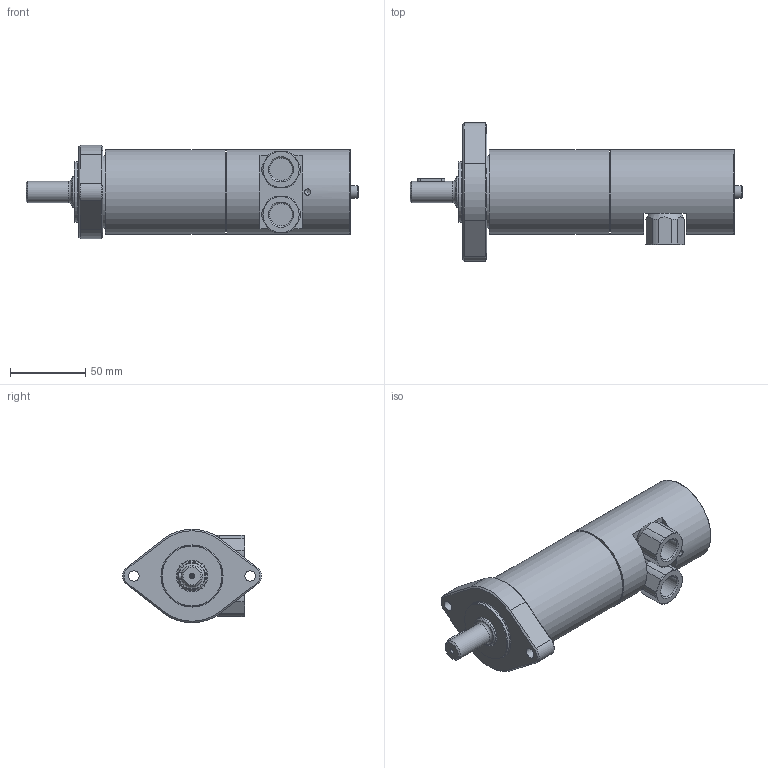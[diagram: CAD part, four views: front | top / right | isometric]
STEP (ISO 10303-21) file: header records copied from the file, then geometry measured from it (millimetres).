
FILE_DESCRIPTION((''),'2;1');
FILE_NAME('MU 40-1500_03137574.stp','2012-02-02T16:06:06',('ibasyouni'),(''),'Autodesk Inventor 2008','Autodesk Inventor 2008','');
FILE_SCHEMA(('AUTOMOTIVE_DESIGN { 1 0 10303 214 1 1 1 1 }'));
Length unit declared in the file: millimetre
Products named in the file (1): MU 40-1500...2400
Bounding box: 220.1 x 91.95 x 62 mm (x, y, z)
Volume: 470967.1 mm3; surface area: 53190.1 mm2
Topology: 1 solids, 1 shells, 126 faces, 283 edges, 174 vertices
Faces by surface type: plane 47, bspline 28, cylinder 27, cone 22, torus 2
Full cylindrical faces by diameter (mm): 4.134 x1, 7 x2, 8.5 x1, 14 x1, 14.95 x1, 19.95 x1, 21 x1, 40 x1, 48.16 x2, 54 x1, 54.1 x1, 56 x2
Entity records: 3646 total; most frequent: CARTESIAN_POINT 1129, DIRECTION 504, ORIENTED_EDGE 482, EDGE_CURVE 241, AXIS2_PLACEMENT_3D 203, EDGE_LOOP 178, VERTEX_POINT 165, FACE_OUTER_BOUND 126
